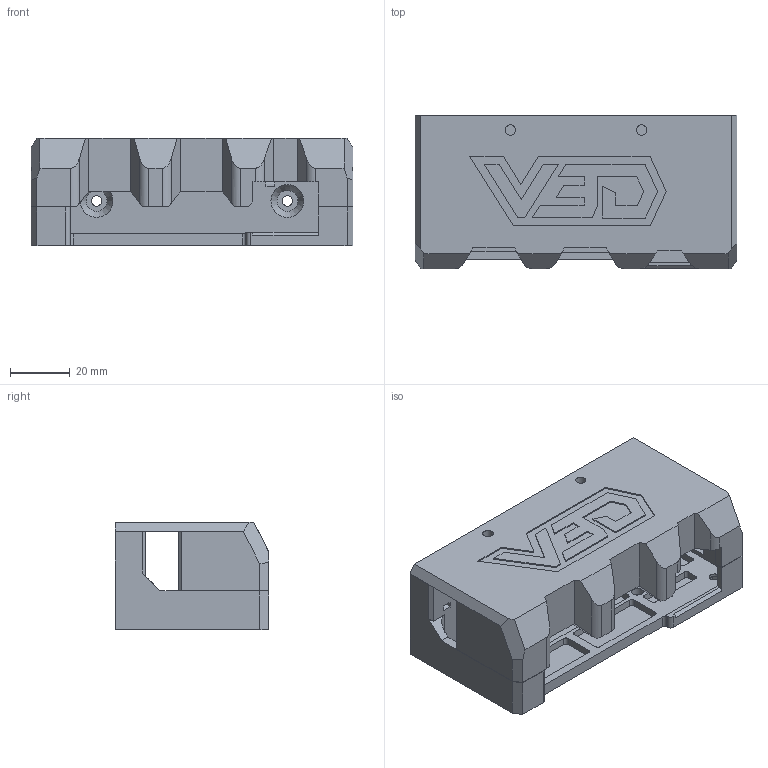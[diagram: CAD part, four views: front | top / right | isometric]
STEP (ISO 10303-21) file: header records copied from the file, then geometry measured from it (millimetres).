
FILE_DESCRIPTION(/* description */ (''),/* implementation_level */ '2;1');
FILE_NAME(/* name */ 'PCB Enclosure v67.step',/* time_stamp */ '2022-07-07T18:13:41+01:00',/* author */ (''),/* organization */ (''),/* preprocessor_version */ 'ST-DEVELOPER v19',/* originating_system */ 'Autodesk Translation Framework v11.7.0.108',/* authorisation */ '');
FILE_SCHEMA (('AUTOMOTIVE_DESIGN { 1 0 10303 214 3 1 1 }'));
Length unit declared in the file: millimetre
Products named in the file (1): PCB Enclosure
Bounding box: 108 x 51.5 x 36 mm (x, y, z)
Volume: 70923 mm3; surface area: 40492.1 mm2
Topology: 2 solids, 2 shells, 402 faces, 1111 edges, 728 vertices
Faces by surface type: plane 323, cylinder 77, cone 2
Full cylindrical faces by diameter (mm): 3.5 x12, 3.834 x1, 3.844 x1, 7 x2
Entity records: 12772 total; most frequent: CARTESIAN_POINT 2247, ORIENTED_EDGE 2222, DIRECTION 2096, EDGE_CURVE 1111, LINE 928, VECTOR 928, VERTEX_POINT 728, AXIS2_PLACEMENT_3D 584
